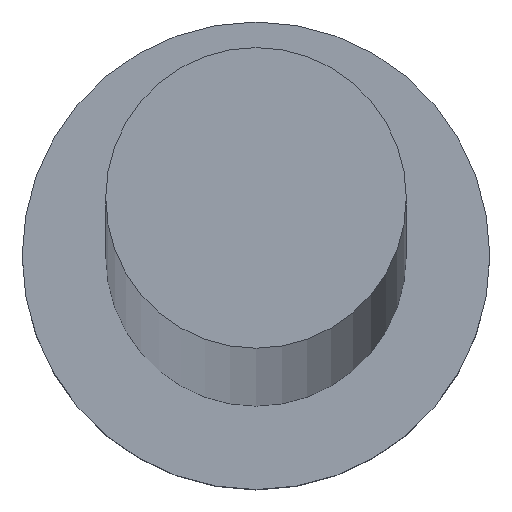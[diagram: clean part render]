
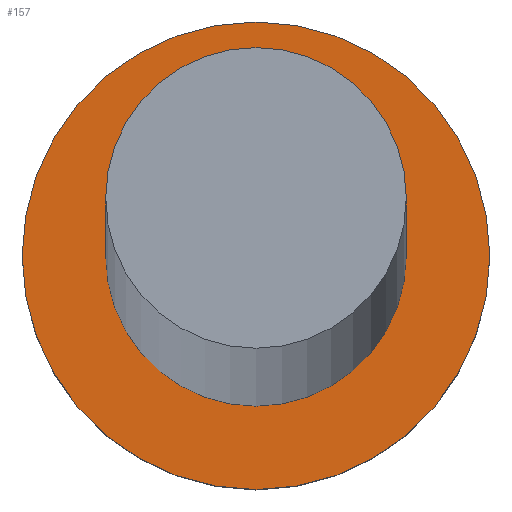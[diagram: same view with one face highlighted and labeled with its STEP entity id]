
A CAD part, top view. The second image highlights one B-rep face of the part: STEP entity #157.
In plain terms, the highlighted planar face has unit normal (0, 0, 1).
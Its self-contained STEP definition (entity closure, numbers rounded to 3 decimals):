
#1 = VERTEX_POINT ( 'NONE', #255 ) ;
#3 = CARTESIAN_POINT ( 'NONE',  ( 0., 0., 6.5 ) ) ;
#5 = ORIENTED_EDGE ( 'NONE', *, *, #121, .T. ) ;
#7 = DIRECTION ( 'NONE',  ( 0., 0., 1. ) ) ;
#19 = DIRECTION ( 'NONE',  ( 0., 0., 1. ) ) ;
#23 = ORIENTED_EDGE ( 'NONE', *, *, #49, .T. ) ;
#25 = DIRECTION ( 'NONE',  ( 1., 0., 0. ) ) ;
#29 = DIRECTION ( 'NONE',  ( 0., 0., 1. ) ) ;
#38 = DIRECTION ( 'NONE',  ( 1., 0., 0. ) ) ;
#39 = ORIENTED_EDGE ( 'NONE', *, *, #77, .F. ) ;
#41 = DIRECTION ( 'NONE',  ( 1., 0., 0. ) ) ;
#49 = EDGE_CURVE ( 'NONE', #155, #1, #52, .T. ) ;
#52 = CIRCLE ( 'NONE', #153, 7. ) ;
#62 = CARTESIAN_POINT ( 'NONE',  ( 0., 0., 6.5 ) ) ;
#70 = CARTESIAN_POINT ( 'NONE',  ( 0., 0., 6.5 ) ) ;
#77 = EDGE_CURVE ( 'NONE', #101, #136, #225, .T. ) ;
#84 = AXIS2_PLACEMENT_3D ( 'NONE', #201, #117, #25 ) ;
#91 = CARTESIAN_POINT ( 'NONE',  ( 4.5, 0., 6.5 ) ) ;
#96 = EDGE_LOOP ( 'NONE', ( #5, #23 ) ) ;
#101 = VERTEX_POINT ( 'NONE', #146 ) ;
#102 = AXIS2_PLACEMENT_3D ( 'NONE', #124, #29, #41 ) ;
#104 = FACE_OUTER_BOUND ( 'NONE', #96, .T. ) ;
#111 = AXIS2_PLACEMENT_3D ( 'NONE', #62, #7, #185 ) ;
#117 = DIRECTION ( 'NONE',  ( 0., 0., 1. ) ) ;
#121 = EDGE_CURVE ( 'NONE', #1, #155, #196, .T. ) ;
#124 = CARTESIAN_POINT ( 'NONE',  ( 0., 0., 6.5 ) ) ;
#129 = CARTESIAN_POINT ( 'NONE',  ( 7., 0., 6.5 ) ) ;
#131 = DIRECTION ( 'NONE',  ( 0., 0., 1. ) ) ;
#136 = VERTEX_POINT ( 'NONE', #91 ) ;
#138 = EDGE_LOOP ( 'NONE', ( #39, #177 ) ) ;
#142 = CIRCLE ( 'NONE', #102, 4.5 ) ;
#146 = CARTESIAN_POINT ( 'NONE',  ( -4.5, 0., 6.5 ) ) ;
#148 = DIRECTION ( 'NONE',  ( 1., 0., 0. ) ) ;
#153 = AXIS2_PLACEMENT_3D ( 'NONE', #3, #131, #38 ) ;
#155 = VERTEX_POINT ( 'NONE', #129 ) ;
#157 = ADVANCED_FACE ( 'NONE', ( #250, #104 ), #242, .T. ) ;
#168 = EDGE_CURVE ( 'NONE', #136, #101, #142, .T. ) ;
#177 = ORIENTED_EDGE ( 'NONE', *, *, #168, .F. ) ;
#185 = DIRECTION ( 'NONE',  ( 1., 0., 0. ) ) ;
#186 = AXIS2_PLACEMENT_3D ( 'NONE', #70, #19, #148 ) ;
#196 = CIRCLE ( 'NONE', #186, 7. ) ;
#201 = CARTESIAN_POINT ( 'NONE',  ( 0., 0., 6.5 ) ) ;
#225 = CIRCLE ( 'NONE', #84, 4.5 ) ;
#242 = PLANE ( 'NONE',  #111 ) ;
#250 = FACE_BOUND ( 'NONE', #138, .T. ) ;
#255 = CARTESIAN_POINT ( 'NONE',  ( -7., 0., 6.5 ) ) ;
